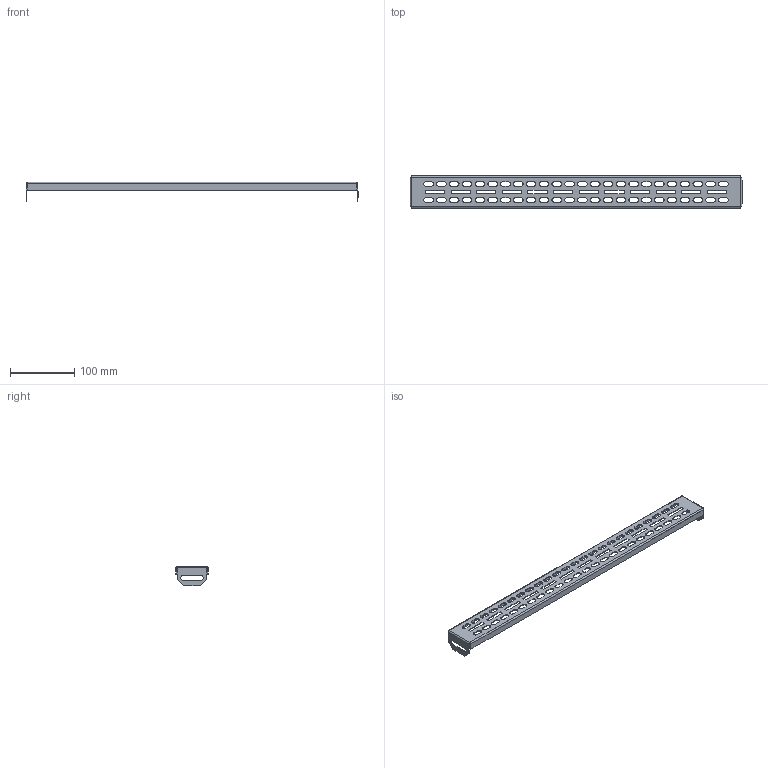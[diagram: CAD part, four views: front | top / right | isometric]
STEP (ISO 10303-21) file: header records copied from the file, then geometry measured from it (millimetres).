
FILE_DESCRIPTION (( 'STEP AP214' ), '1' );
FILE_NAME ('mb-15-rl-60n ÌÈ-2340.00.00.001 Ðåéêà ìîíòàæíàÿ äëÿ ëèòîãî êîðïóñà.STEP', '2021-11-15T12:15:20', ( '' ), ( '' ), 'SwSTEP 2.0', 'SolidWorks 2021', '' );
FILE_SCHEMA (( 'AUTOMOTIVE_DESIGN' ));
Length unit declared in the file: millimetre
Products named in the file (1): mb-15-rl-60n ÌÈ-2340.00.00.001 Ðåéêà ìîíòàæíàÿ äëÿ ëèòîãî êîðïóñà
Bounding box: 518 x 50 x 30 mm (x, y, z)
Volume: 38194.4 mm3; surface area: 68559.4 mm2
Topology: 1 solids, 1 shells, 338 faces, 976 edges, 640 vertices
Faces by surface type: plane 182, cylinder 156
Entity records: 11418 total; most frequent: DIRECTION 1966, CARTESIAN_POINT 1955, ORIENTED_EDGE 1952, EDGE_CURVE 976, LINE 664, VECTOR 664, AXIS2_PLACEMENT_3D 651, VERTEX_POINT 640
